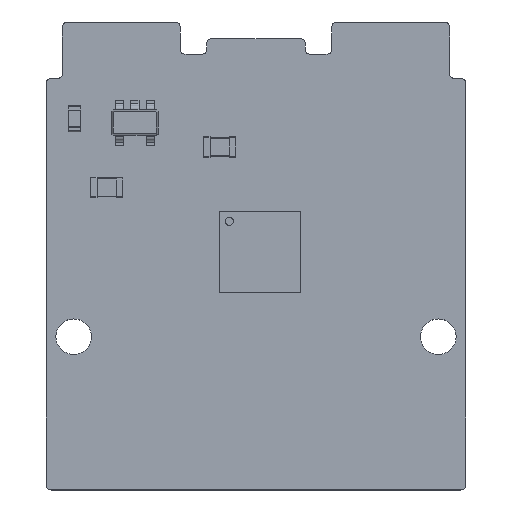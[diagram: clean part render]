
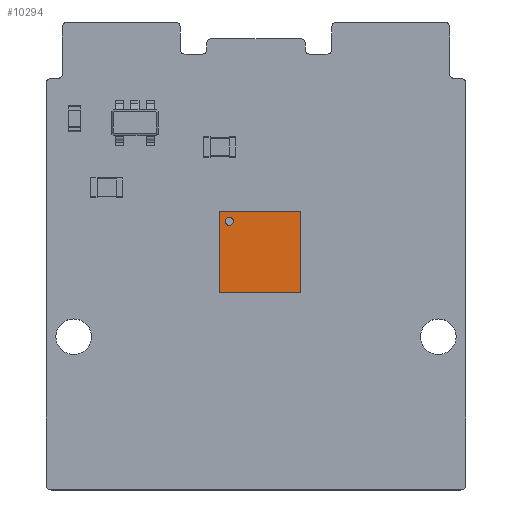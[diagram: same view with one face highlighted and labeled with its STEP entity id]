
A CAD part, top view. The second image highlights one B-rep face of the part: STEP entity #10294.
In plain terms, the highlighted planar face has unit normal (0, 0, 1).
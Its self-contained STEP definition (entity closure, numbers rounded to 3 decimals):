
#6310 = EDGE_CURVE('',#6311,#6313,#6315,.T.);
#6311 = VERTEX_POINT('',#6312);
#6312 = CARTESIAN_POINT('',(-2.49,2.49,0.77));
#6313 = VERTEX_POINT('',#6314);
#6314 = CARTESIAN_POINT('',(2.49,2.49,0.77));
#6315 = LINE('',#6316,#6317);
#6316 = CARTESIAN_POINT('',(-2.49,2.49,0.77));
#6317 = VECTOR('',#6318,1.);
#6318 = DIRECTION('',(1.,0.,0.));
#6525 = EDGE_CURVE('',#6311,#6526,#6528,.T.);
#6526 = VERTEX_POINT('',#6527);
#6527 = CARTESIAN_POINT('',(-2.49,-2.49,0.77));
#6528 = LINE('',#6529,#6530);
#6529 = CARTESIAN_POINT('',(-2.49,2.49,0.77));
#6530 = VECTOR('',#6531,1.);
#6531 = DIRECTION('',(0.,-1.,0.));
#8203 = EDGE_CURVE('',#6313,#8204,#8206,.T.);
#8204 = VERTEX_POINT('',#8205);
#8205 = CARTESIAN_POINT('',(2.49,-2.49,0.77));
#8206 = LINE('',#8207,#8208);
#8207 = CARTESIAN_POINT('',(2.49,2.49,0.77));
#8208 = VECTOR('',#8209,1.);
#8209 = DIRECTION('',(0.,-1.,0.));
#8409 = EDGE_CURVE('',#6526,#8204,#8410,.T.);
#8410 = LINE('',#8411,#8412);
#8411 = CARTESIAN_POINT('',(-2.49,-2.49,0.77));
#8412 = VECTOR('',#8413,1.);
#8413 = DIRECTION('',(1.,0.,0.));
#10294 = ADVANCED_FACE('',(#10295,#10301),#10312,.T.);
#10295 = FACE_BOUND('',#10296,.T.);
#10296 = EDGE_LOOP('',(#10297,#10298,#10299,#10300));
#10297 = ORIENTED_EDGE('',*,*,#6310,.F.);
#10298 = ORIENTED_EDGE('',*,*,#6525,.T.);
#10299 = ORIENTED_EDGE('',*,*,#8409,.T.);
#10300 = ORIENTED_EDGE('',*,*,#8203,.F.);
#10301 = FACE_BOUND('',#10302,.T.);
#10302 = EDGE_LOOP('',(#10303));
#10303 = ORIENTED_EDGE('',*,*,#10304,.T.);
#10304 = EDGE_CURVE('',#10305,#10305,#10307,.T.);
#10305 = VERTEX_POINT('',#10306);
#10306 = CARTESIAN_POINT('',(-1.9,1.65,0.77));
#10307 = CIRCLE('',#10308,0.25);
#10308 = AXIS2_PLACEMENT_3D('',#10309,#10310,#10311);
#10309 = CARTESIAN_POINT('',(-1.9,1.9,0.77));
#10310 = DIRECTION('',(0.,-0.,-1.));
#10311 = DIRECTION('',(0.,-1.,0.));
#10312 = PLANE('',#10313);
#10313 = AXIS2_PLACEMENT_3D('',#10314,#10315,#10316);
#10314 = CARTESIAN_POINT('',(-2.49,2.49,0.77));
#10315 = DIRECTION('',(0.,0.,1.));
#10316 = DIRECTION('',(0.,-1.,0.));
